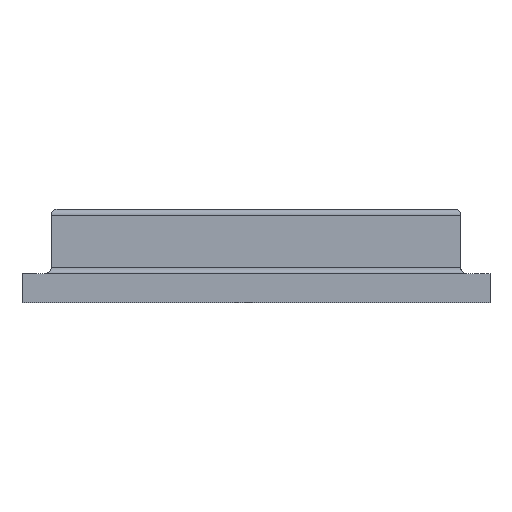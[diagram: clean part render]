
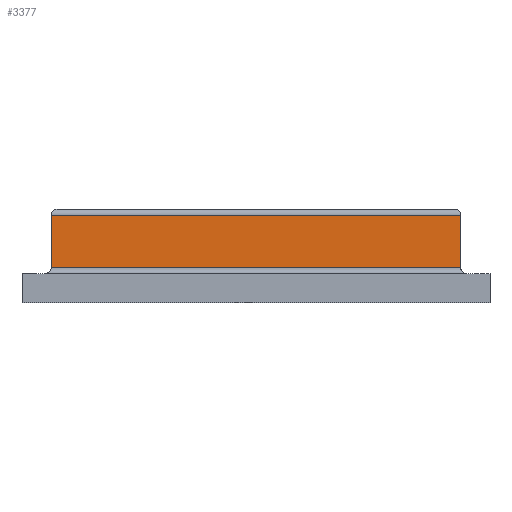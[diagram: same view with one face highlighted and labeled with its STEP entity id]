
A CAD part, front view. The second image highlights one B-rep face of the part: STEP entity #3377.
In plain terms, the highlighted planar face has unit normal (0, -1, 0).
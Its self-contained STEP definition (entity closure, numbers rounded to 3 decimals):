
#129=PLANE('',#3636);
#296=LINE('',#4968,#612);
#302=LINE('',#4992,#618);
#303=LINE('',#4994,#619);
#304=LINE('',#4995,#620);
#612=VECTOR('',#4019,1000.);
#618=VECTOR('',#4051,1000.);
#619=VECTOR('',#4052,1000.);
#620=VECTOR('',#4053,1000.);
#1037=FACE_OUTER_BOUND('',#1229,.T.);
#1229=EDGE_LOOP('',(#2559,#2560,#2561,#2562));
#1529=VERTEX_POINT('',#4966);
#1530=VERTEX_POINT('',#4967);
#1535=VERTEX_POINT('',#4991);
#1536=VERTEX_POINT('',#4993);
#1904=EDGE_CURVE('',#1529,#1530,#296,.T.);
#1916=EDGE_CURVE('',#1535,#1530,#302,.T.);
#1917=EDGE_CURVE('',#1536,#1535,#303,.T.);
#1918=EDGE_CURVE('',#1529,#1536,#304,.T.);
#2559=ORIENTED_EDGE('',*,*,#1904,.T.);
#2560=ORIENTED_EDGE('',*,*,#1916,.F.);
#2561=ORIENTED_EDGE('',*,*,#1917,.F.);
#2562=ORIENTED_EDGE('',*,*,#1918,.F.);
#3377=ADVANCED_FACE('',(#1037),#129,.F.);
#3636=AXIS2_PLACEMENT_3D('',#4990,#4049,#4050);
#4019=DIRECTION('',(1.,0.,0.));
#4049=DIRECTION('center_axis',(0.,1.,0.));
#4050=DIRECTION('ref_axis',(-1.,0.,0.));
#4051=DIRECTION('',(0.,0.,-1.));
#4052=DIRECTION('',(1.,0.,0.));
#4053=DIRECTION('',(0.,0.,1.));
#4966=CARTESIAN_POINT('',(-7.,-8.,1.2));
#4967=CARTESIAN_POINT('',(7.,-8.,1.2));
#4968=CARTESIAN_POINT('',(7.,-8.,1.2));
#4990=CARTESIAN_POINT('Origin',(7.,-8.,3.2));
#4991=CARTESIAN_POINT('',(7.,-8.,3.));
#4992=CARTESIAN_POINT('',(7.,-8.,3.2));
#4993=CARTESIAN_POINT('',(-7.,-8.,3.));
#4994=CARTESIAN_POINT('',(7.,-8.,3.));
#4995=CARTESIAN_POINT('',(-7.,-8.,3.2));
